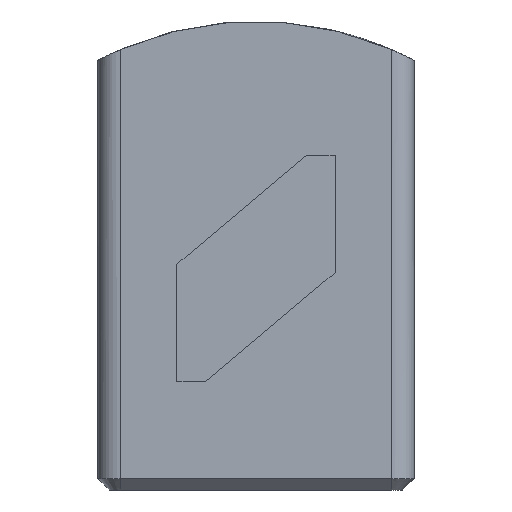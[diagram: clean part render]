
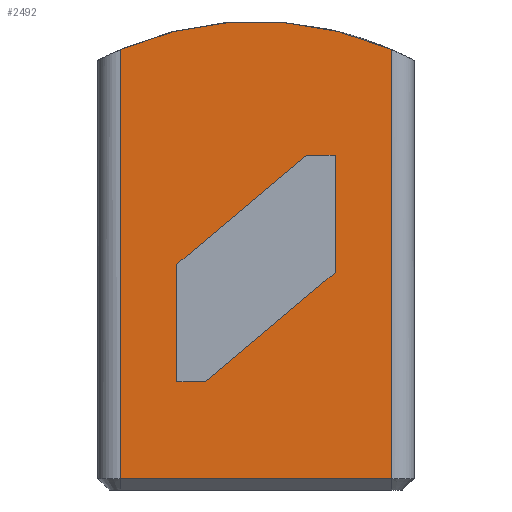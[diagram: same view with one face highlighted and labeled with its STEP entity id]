
A CAD part, left-side view. The second image highlights one B-rep face of the part: STEP entity #2492.
In plain terms, the highlighted planar face has unit normal (-1, 0, 0).
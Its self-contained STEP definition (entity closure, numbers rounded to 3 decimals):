
#41=FACE_BOUND('',#396,.T.);
#118=CIRCLE('',#2521,60.);
#264=FACE_OUTER_BOUND('',#395,.T.);
#395=EDGE_LOOP('',(#2218,#2219,#2220,#2221));
#396=EDGE_LOOP('',(#2222,#2223,#2224,#2225,#2226,#2227));
#494=LINE('',#3556,#762);
#501=LINE('',#3571,#769);
#508=LINE('',#3584,#776);
#510=LINE('',#3589,#778);
#517=LINE('',#3602,#785);
#519=LINE('',#3605,#787);
#550=LINE('',#3756,#818);
#558=LINE('',#3777,#826);
#563=LINE('',#3786,#831);
#762=VECTOR('',#2810,10.);
#769=VECTOR('',#2821,10.);
#776=VECTOR('',#2832,10.);
#778=VECTOR('',#2836,10.);
#785=VECTOR('',#2847,10.);
#787=VECTOR('',#2851,10.);
#818=VECTOR('',#2912,10.);
#826=VECTOR('',#2942,10.);
#831=VECTOR('',#2951,10.);
#994=VERTEX_POINT('',#3345);
#995=VERTEX_POINT('',#3356);
#1040=VERTEX_POINT('',#3553);
#1041=VERTEX_POINT('',#3555);
#1047=VERTEX_POINT('',#3570);
#1051=VERTEX_POINT('',#3582);
#1053=VERTEX_POINT('',#3588);
#1057=VERTEX_POINT('',#3600);
#1083=VERTEX_POINT('',#3750);
#1084=VERTEX_POINT('',#3754);
#1240=EDGE_CURVE('',#995,#994,#118,.T.);
#1293=EDGE_CURVE('',#1041,#1040,#494,.T.);
#1300=EDGE_CURVE('',#1047,#1041,#501,.T.);
#1307=EDGE_CURVE('',#1040,#1051,#508,.T.);
#1309=EDGE_CURVE('',#1053,#1047,#510,.T.);
#1316=EDGE_CURVE('',#1051,#1057,#517,.T.);
#1318=EDGE_CURVE('',#1057,#1053,#519,.T.);
#1359=EDGE_CURVE('',#1084,#1083,#550,.T.);
#1370=EDGE_CURVE('',#1083,#994,#558,.T.);
#1375=EDGE_CURVE('',#995,#1084,#563,.T.);
#2218=ORIENTED_EDGE('',*,*,#1359,.F.);
#2219=ORIENTED_EDGE('',*,*,#1375,.F.);
#2220=ORIENTED_EDGE('',*,*,#1240,.T.);
#2221=ORIENTED_EDGE('',*,*,#1370,.F.);
#2222=ORIENTED_EDGE('',*,*,#1318,.T.);
#2223=ORIENTED_EDGE('',*,*,#1309,.T.);
#2224=ORIENTED_EDGE('',*,*,#1300,.T.);
#2225=ORIENTED_EDGE('',*,*,#1293,.T.);
#2226=ORIENTED_EDGE('',*,*,#1307,.T.);
#2227=ORIENTED_EDGE('',*,*,#1316,.T.);
#2366=PLANE('',#2640);
#2492=ADVANCED_FACE('',(#264,#41),#2366,.T.);
#2521=AXIS2_PLACEMENT_3D('',#3357,#2743,#2744);
#2640=AXIS2_PLACEMENT_3D('',#4615,#3181,#3182);
#2743=DIRECTION('center_axis',(-1.,0.,0.));
#2744=DIRECTION('ref_axis',(0.,0.,1.));
#2810=DIRECTION('',(0.,1.,0.));
#2821=DIRECTION('',(0.,0.766,-0.643));
#2832=DIRECTION('',(0.,0.,1.));
#2836=DIRECTION('',(0.,0.,-1.));
#2847=DIRECTION('',(0.,-0.766,0.643));
#2851=DIRECTION('',(0.,-1.,0.));
#2912=DIRECTION('',(0.,1.,0.));
#2942=DIRECTION('',(0.,0.,1.));
#2951=DIRECTION('',(0.,0.,-1.));
#3181=DIRECTION('center_axis',(-1.,0.,0.));
#3182=DIRECTION('ref_axis',(0.,-1.,0.));
#3345=CARTESIAN_POINT('',(0.,52.,74.991));
#3356=CARTESIAN_POINT('',(0.,4.,74.991));
#3357=CARTESIAN_POINT('Origin',(0.,28.,20.));
#3553=CARTESIAN_POINT('',(0.,42.,16.195));
#3555=CARTESIAN_POINT('',(0.,37.,16.195));
#3556=CARTESIAN_POINT('',(0.,46.5,16.195));
#3570=CARTESIAN_POINT('',(0.,14.,35.495));
#3571=CARTESIAN_POINT('',(0.,35.062,17.822));
#3582=CARTESIAN_POINT('',(0.,42.,37.));
#3584=CARTESIAN_POINT('',(0.,42.,8.098));
#3588=CARTESIAN_POINT('',(0.,14.,56.299));
#3589=CARTESIAN_POINT('',(0.,14.,28.15));
#3600=CARTESIAN_POINT('',(0.,19.,56.299));
#3602=CARTESIAN_POINT('',(0.,55.217,25.909));
#3605=CARTESIAN_POINT('',(0.,37.5,56.299));
#3750=CARTESIAN_POINT('',(0.,52.,-1.));
#3754=CARTESIAN_POINT('',(0.,4.,-1.));
#3756=CARTESIAN_POINT('',(0.,42.,-1.));
#3777=CARTESIAN_POINT('',(0.,52.,0.));
#3786=CARTESIAN_POINT('',(0.,4.,0.));
#4615=CARTESIAN_POINT('Origin',(0.,56.,0.));
